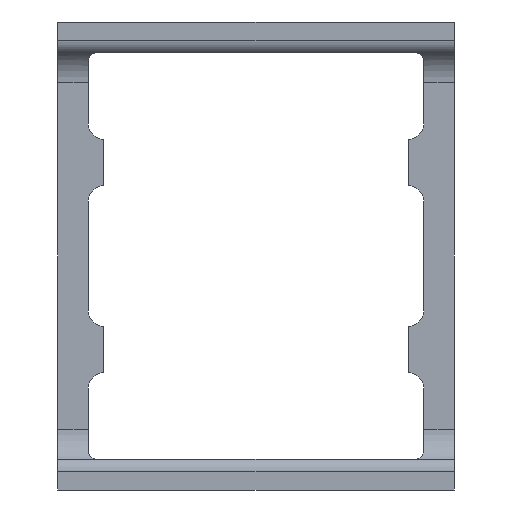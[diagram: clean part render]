
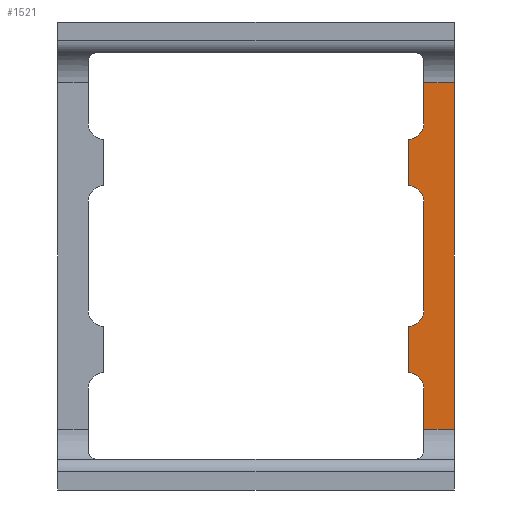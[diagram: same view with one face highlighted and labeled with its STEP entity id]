
A CAD part, front view. The second image highlights one B-rep face of the part: STEP entity #1521.
In plain terms, the highlighted planar face has unit normal (0, -1, 0).
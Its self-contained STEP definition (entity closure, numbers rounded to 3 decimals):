
#21 = LINE ( 'NONE', #381, #1261 ) ;
#50 = ORIENTED_EDGE ( 'NONE', *, *, #1148, .T. ) ;
#125 = ORIENTED_EDGE ( 'NONE', *, *, #406, .T. ) ;
#191 = EDGE_CURVE ( 'NONE', #1181, #903, #195, .T. ) ;
#195 = LINE ( 'NONE', #1248, #1469 ) ;
#251 = ORIENTED_EDGE ( 'NONE', *, *, #721, .T. ) ;
#262 = VECTOR ( 'NONE', #1550, 1000. ) ;
#263 = VECTOR ( 'NONE', #271, 1000. ) ;
#271 = DIRECTION ( 'NONE',  ( 0., 0., -1. ) ) ;
#277 = AXIS2_PLACEMENT_3D ( 'NONE', #1011, #1262, #535 ) ;
#282 = CARTESIAN_POINT ( 'NONE',  ( 10.85, 1.6, 3.55 ) ) ;
#291 = EDGE_CURVE ( 'NONE', #853, #751, #1387, .T. ) ;
#305 = VECTOR ( 'NONE', #1205, 1000. ) ;
#312 = DIRECTION ( 'NONE',  ( 0., 1., 0. ) ) ;
#318 = CARTESIAN_POINT ( 'NONE',  ( 12.85, 1.6, -11.209 ) ) ;
#321 = DIRECTION ( 'NONE',  ( -1., 0., 0. ) ) ;
#329 = PLANE ( 'NONE',  #612 ) ;
#365 = AXIS2_PLACEMENT_3D ( 'NONE', #785, #312, #673 ) ;
#379 = ORIENTED_EDGE ( 'NONE', *, *, #474, .T. ) ;
#381 = CARTESIAN_POINT ( 'NONE',  ( 9.85, 1.6, 11.209 ) ) ;
#387 = CARTESIAN_POINT ( 'NONE',  ( 10.85, 1.6, 11.209 ) ) ;
#395 = EDGE_CURVE ( 'NONE', #1181, #944, #401, .T. ) ;
#401 = LINE ( 'NONE', #796, #1263 ) ;
#406 = EDGE_CURVE ( 'NONE', #1345, #1198, #933, .T. ) ;
#435 = CARTESIAN_POINT ( 'NONE',  ( 10.85, 1.6, -3.55 ) ) ;
#454 = ORIENTED_EDGE ( 'NONE', *, *, #994, .T. ) ;
#474 = EDGE_CURVE ( 'NONE', #944, #1487, #1226, .T. ) ;
#476 = ORIENTED_EDGE ( 'NONE', *, *, #291, .T. ) ;
#487 = DIRECTION ( 'NONE',  ( 0., 0., 1. ) ) ;
#488 = VERTEX_POINT ( 'NONE', #1212 ) ;
#492 = ORIENTED_EDGE ( 'NONE', *, *, #191, .F. ) ;
#515 = ORIENTED_EDGE ( 'NONE', *, *, #1055, .F. ) ;
#517 = LINE ( 'NONE', #845, #839 ) ;
#534 = ORIENTED_EDGE ( 'NONE', *, *, #395, .T. ) ;
#535 = DIRECTION ( 'NONE',  ( 0., 0., 1. ) ) ;
#557 = CARTESIAN_POINT ( 'NONE',  ( 10.85, 1.6, 8.55 ) ) ;
#575 = CARTESIAN_POINT ( 'NONE',  ( 9.85, 1.6, 11.209 ) ) ;
#591 = VERTEX_POINT ( 'NONE', #1072 ) ;
#607 = EDGE_CURVE ( 'NONE', #1380, #488, #1211, .T. ) ;
#612 = AXIS2_PLACEMENT_3D ( 'NONE', #1061, #1314, #1561 ) ;
#625 = DIRECTION ( 'NONE',  ( 0., 1., 0. ) ) ;
#636 = AXIS2_PLACEMENT_3D ( 'NONE', #1118, #625, #487 ) ;
#638 = LINE ( 'NONE', #834, #305 ) ;
#655 = ORIENTED_EDGE ( 'NONE', *, *, #1047, .T. ) ;
#673 = DIRECTION ( 'NONE',  ( 0., 0., 1. ) ) ;
#721 = EDGE_CURVE ( 'NONE', #751, #591, #1575, .T. ) ;
#751 = VERTEX_POINT ( 'NONE', #1391 ) ;
#765 = CARTESIAN_POINT ( 'NONE',  ( 9.85, 1.6, 7.55 ) ) ;
#785 = CARTESIAN_POINT ( 'NONE',  ( 9.85, 1.6, 8.55 ) ) ;
#796 = CARTESIAN_POINT ( 'NONE',  ( 12.85, 1.6, 11.209 ) ) ;
#818 = CARTESIAN_POINT ( 'NONE',  ( 10.85, 1.6, 11.209 ) ) ;
#834 = CARTESIAN_POINT ( 'NONE',  ( 12.85, 1.6, -11.209 ) ) ;
#839 = VECTOR ( 'NONE', #1079, 1000. ) ;
#843 = CARTESIAN_POINT ( 'NONE',  ( 10.85, 1.6, 11.209 ) ) ;
#845 = CARTESIAN_POINT ( 'NONE',  ( 10.85, 1.6, 11.209 ) ) ;
#846 = EDGE_CURVE ( 'NONE', #1487, #1335, #1111, .T. ) ;
#853 = VERTEX_POINT ( 'NONE', #1041 ) ;
#888 = EDGE_LOOP ( 'NONE', ( #476, #251, #515, #492, #534, #379, #1509, #50, #125, #655, #1353, #454 ) ) ;
#899 = VECTOR ( 'NONE', #1581, 1000. ) ;
#903 = VERTEX_POINT ( 'NONE', #318 ) ;
#933 = CIRCLE ( 'NONE', #1013, 1. ) ;
#934 = DIRECTION ( 'NONE',  ( 0., 0., 1. ) ) ;
#944 = VERTEX_POINT ( 'NONE', #818 ) ;
#978 = DIRECTION ( 'NONE',  ( 0., 0., -1. ) ) ;
#994 = EDGE_CURVE ( 'NONE', #488, #853, #1384, .T. ) ;
#998 = CARTESIAN_POINT ( 'NONE',  ( 9.85, 1.6, 4.55 ) ) ;
#1011 = CARTESIAN_POINT ( 'NONE',  ( 9.85, 1.6, -8.55 ) ) ;
#1013 = AXIS2_PLACEMENT_3D ( 'NONE', #1190, #1038, #934 ) ;
#1038 = DIRECTION ( 'NONE',  ( 0., 1., 0. ) ) ;
#1041 = CARTESIAN_POINT ( 'NONE',  ( 9.85, 1.6, -7.55 ) ) ;
#1047 = EDGE_CURVE ( 'NONE', #1198, #1380, #517, .T. ) ;
#1055 = EDGE_CURVE ( 'NONE', #903, #591, #638, .T. ) ;
#1061 = CARTESIAN_POINT ( 'NONE',  ( 12.85, 1.6, 11.209 ) ) ;
#1072 = CARTESIAN_POINT ( 'NONE',  ( 10.85, 1.6, -11.209 ) ) ;
#1079 = DIRECTION ( 'NONE',  ( 0., 0., -1. ) ) ;
#1110 = CARTESIAN_POINT ( 'NONE',  ( 12.85, 1.6, 11.209 ) ) ;
#1111 = CIRCLE ( 'NONE', #365, 1. ) ;
#1118 = CARTESIAN_POINT ( 'NONE',  ( 9.85, 1.6, -3.55 ) ) ;
#1148 = EDGE_CURVE ( 'NONE', #1335, #1345, #21, .T. ) ;
#1149 = FACE_OUTER_BOUND ( 'NONE', #888, .T. ) ;
#1181 = VERTEX_POINT ( 'NONE', #1110 ) ;
#1190 = CARTESIAN_POINT ( 'NONE',  ( 9.85, 1.6, 3.55 ) ) ;
#1198 = VERTEX_POINT ( 'NONE', #282 ) ;
#1205 = DIRECTION ( 'NONE',  ( -1., 0., 0. ) ) ;
#1211 = CIRCLE ( 'NONE', #636, 1. ) ;
#1212 = CARTESIAN_POINT ( 'NONE',  ( 9.85, 1.6, -4.55 ) ) ;
#1226 = LINE ( 'NONE', #843, #899 ) ;
#1248 = CARTESIAN_POINT ( 'NONE',  ( 12.85, 1.6, 11.209 ) ) ;
#1261 = VECTOR ( 'NONE', #978, 1000. ) ;
#1262 = DIRECTION ( 'NONE',  ( 0., 1., 0. ) ) ;
#1263 = VECTOR ( 'NONE', #321, 1000. ) ;
#1314 = DIRECTION ( 'NONE',  ( 0., 1., 0. ) ) ;
#1335 = VERTEX_POINT ( 'NONE', #765 ) ;
#1345 = VERTEX_POINT ( 'NONE', #998 ) ;
#1353 = ORIENTED_EDGE ( 'NONE', *, *, #607, .T. ) ;
#1380 = VERTEX_POINT ( 'NONE', #435 ) ;
#1384 = LINE ( 'NONE', #575, #262 ) ;
#1387 = CIRCLE ( 'NONE', #277, 1. ) ;
#1391 = CARTESIAN_POINT ( 'NONE',  ( 10.85, 1.6, -8.55 ) ) ;
#1469 = VECTOR ( 'NONE', #1510, 1000. ) ;
#1487 = VERTEX_POINT ( 'NONE', #557 ) ;
#1509 = ORIENTED_EDGE ( 'NONE', *, *, #846, .T. ) ;
#1510 = DIRECTION ( 'NONE',  ( 0., 0., -1. ) ) ;
#1521 = ADVANCED_FACE ( 'NONE', ( #1149 ), #329, .F. ) ;
#1550 = DIRECTION ( 'NONE',  ( 0., 0., -1. ) ) ;
#1561 = DIRECTION ( 'NONE',  ( 0., 0., 1. ) ) ;
#1575 = LINE ( 'NONE', #387, #263 ) ;
#1581 = DIRECTION ( 'NONE',  ( 0., 0., -1. ) ) ;
